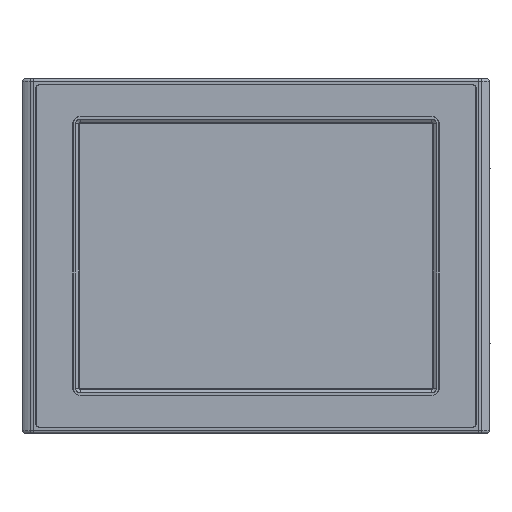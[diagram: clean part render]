
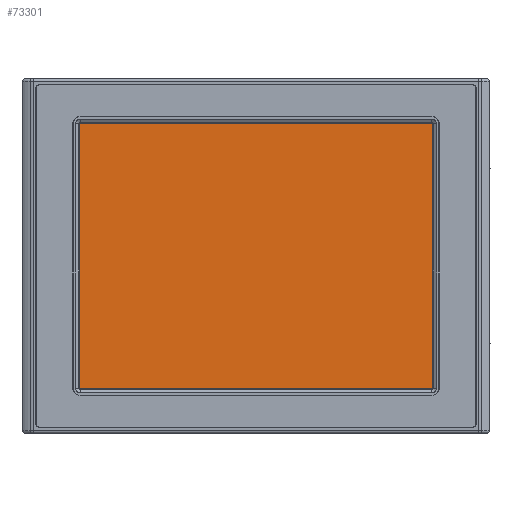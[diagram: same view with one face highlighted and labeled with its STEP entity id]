
A CAD part, top view. The second image highlights one B-rep face of the part: STEP entity #73301.
In plain terms, the highlighted planar face has unit normal (0, 0, 1).
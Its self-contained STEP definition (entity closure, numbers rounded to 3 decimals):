
#8255=FACE_OUTER_BOUND('',#12515,.T.);
#12515=EDGE_LOOP('',(#47028,#47029,#47030,#47031));
#17721=LINE('',#104645,#23382);
#17725=LINE('',#104653,#23386);
#17728=LINE('',#104659,#23389);
#17731=LINE('',#104664,#23392);
#23382=VECTOR('',#85551,307.1);
#23386=VECTOR('',#85557,231.1);
#23389=VECTOR('',#85562,307.1);
#23392=VECTOR('',#85567,231.1);
#29111=VERTEX_POINT('',#104643);
#29112=VERTEX_POINT('',#104644);
#29115=VERTEX_POINT('',#104652);
#29117=VERTEX_POINT('',#104658);
#36124=EDGE_CURVE('',#29111,#29112,#17721,.T.);
#36128=EDGE_CURVE('',#29112,#29115,#17725,.T.);
#36131=EDGE_CURVE('',#29115,#29117,#17728,.T.);
#36134=EDGE_CURVE('',#29117,#29111,#17731,.T.);
#47028=ORIENTED_EDGE('',*,*,#36124,.T.);
#47029=ORIENTED_EDGE('',*,*,#36128,.T.);
#47030=ORIENTED_EDGE('',*,*,#36131,.T.);
#47031=ORIENTED_EDGE('',*,*,#36134,.T.);
#66677=PLANE('',#78003);
#73301=ADVANCED_FACE('',(#8255),#66677,.T.);
#78003=AXIS2_PLACEMENT_3D('',#104666,#85569,#85570);
#85551=DIRECTION('',(1.,0.,0.));
#85557=DIRECTION('',(0.,1.,0.));
#85562=DIRECTION('',(-1.,0.,0.));
#85567=DIRECTION('',(0.,-1.,0.));
#85569=DIRECTION('center_axis',(0.,0.,
1.));
#85570=DIRECTION('ref_axis',(1.,0.,0.));
#104643=CARTESIAN_POINT('',(-153.535,-115.55,2.8));
#104644=CARTESIAN_POINT('',(153.565,-115.55,2.8));
#104645=CARTESIAN_POINT('',(153.565,-115.55,2.8));
#104652=CARTESIAN_POINT('',(153.565,115.55,2.8));
#104653=CARTESIAN_POINT('',(153.565,115.55,2.8));
#104658=CARTESIAN_POINT('',(-153.535,115.55,2.8));
#104659=CARTESIAN_POINT('',(-153.535,115.55,2.8));
#104664=CARTESIAN_POINT('',(-153.535,-115.55,2.8));
#104666=CARTESIAN_POINT('Origin',(0.015,0.,
2.8));
